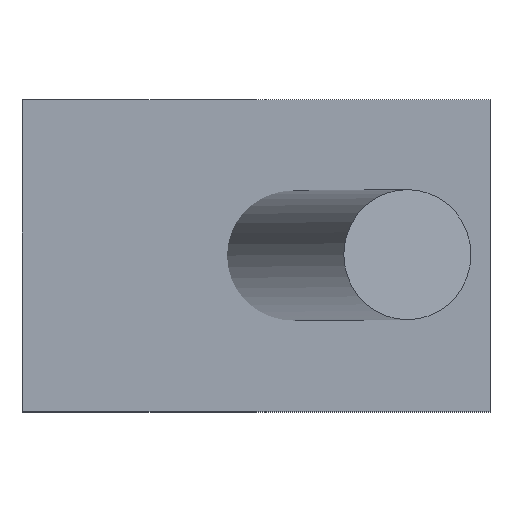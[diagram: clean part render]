
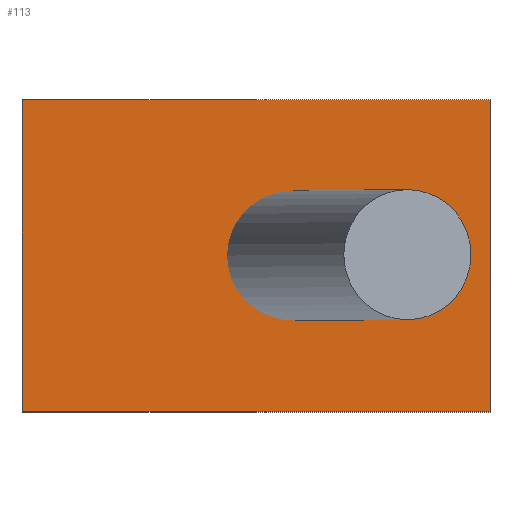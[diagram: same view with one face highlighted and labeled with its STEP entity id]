
A CAD part, top view. The second image highlights one B-rep face of the part: STEP entity #113.
In plain terms, the highlighted planar face has unit normal (0, 0, 1).
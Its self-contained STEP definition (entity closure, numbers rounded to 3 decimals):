
#13=DIRECTION('',(0.,0.,1.));
#14=DIRECTION('',(1.,0.,0.));
#36=VERTEX_POINT('',#37);
#37=CARTESIAN_POINT('',(0.,0.,9.4));
#45=VECTOR('',#46,1.);
#46=DIRECTION('',(0.,1.,0.));
#49=VERTEX_POINT('',#50);
#50=CARTESIAN_POINT('',(0.,6.,9.4));
#52=ORIENTED_EDGE('',*,*,#53,.F.);
#53=EDGE_CURVE('',#36,#49,#54,.T.);
#54=LINE('',#37,#45);
#64=VERTEX_POINT('',#65);
#65=CARTESIAN_POINT('',(9.,0.,9.4));
#74=VERTEX_POINT('',#75);
#75=CARTESIAN_POINT('',(9.,6.,9.4));
#78=EDGE_CURVE('',#64,#74,#79,.T.);
#79=LINE('',#65,#45);
#88=VECTOR('',#14,1.);
#90=ORIENTED_EDGE('',*,*,#91,.T.);
#91=EDGE_CURVE('',#36,#64,#92,.T.);
#92=LINE('',#37,#88);
#102=EDGE_CURVE('',#49,#74,#103,.T.);
#103=LINE('',#50,#88);
#113=ADVANCED_FACE('',(#114),#118,.T.);
#114=FACE_BOUND('',#115,.T.);
#115=EDGE_LOOP('',(#52,#90,#116,#117));
#116=ORIENTED_EDGE('',*,*,#78,.T.);
#117=ORIENTED_EDGE('',*,*,#102,.F.);
#118=PLANE('',#119);
#119=AXIS2_PLACEMENT_3D('',#37,#13,#14);
